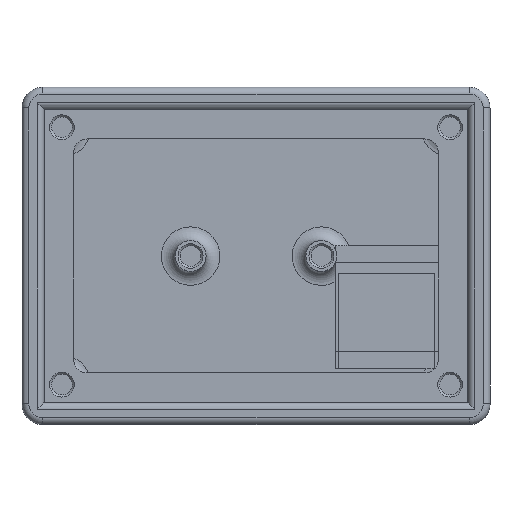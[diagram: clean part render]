
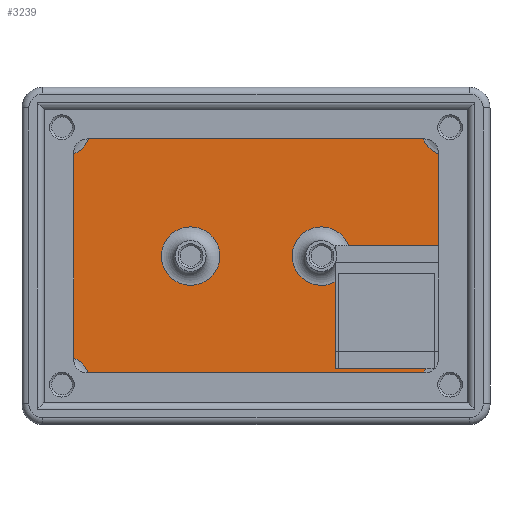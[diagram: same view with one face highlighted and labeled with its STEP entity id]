
A CAD part, top view. The second image highlights one B-rep face of the part: STEP entity #3239.
In plain terms, the highlighted planar face has unit normal (0, 0, 1).
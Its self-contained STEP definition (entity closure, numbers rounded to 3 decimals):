
#88=FACE_BOUND('',#573,.T.);
#200=PLANE('',#3533);
#347=FACE_OUTER_BOUND('',#572,.T.);
#572=EDGE_LOOP('',(#2691,#2692,#2693,#2694,#2695,#2696,#2697,#2698,#2699,
#2700,#2701,#2702,#2703,#2704));
#573=EDGE_LOOP('',(#2705));
#737=CIRCLE('',#3506,4.25);
#742=CIRCLE('',#3514,4.25);
#745=CIRCLE('',#3521,4.25);
#751=CIRCLE('',#3529,4.25);
#752=CIRCLE('',#3530,4.25);
#754=CIRCLE('',#3534,4.25);
#755=CIRCLE('',#3535,4.25);
#756=CIRCLE('',#3536,4.25);
#970=LINE('',#5313,#1268);
#972=LINE('',#5381,#1270);
#978=LINE('',#5392,#1276);
#985=LINE('',#5485,#1283);
#987=LINE('',#5506,#1285);
#988=LINE('',#5507,#1286);
#989=LINE('',#5508,#1287);
#1268=VECTOR('',#4179,10.);
#1270=VECTOR('',#4197,10.);
#1276=VECTOR('',#4205,10.);
#1283=VECTOR('',#4242,10.);
#1285=VECTOR('',#4250,10.);
#1286=VECTOR('',#4251,10.);
#1287=VECTOR('',#4252,10.);
#1565=VERTEX_POINT('',#5265);
#1566=VERTEX_POINT('',#5280);
#1570=VERTEX_POINT('',#5298);
#1575=VERTEX_POINT('',#5332);
#1576=VERTEX_POINT('',#5353);
#1578=VERTEX_POINT('',#5380);
#1582=VERTEX_POINT('',#5391);
#1586=VERTEX_POINT('',#5416);
#1587=VERTEX_POINT('',#5425);
#1595=VERTEX_POINT('',#5463);
#1596=VERTEX_POINT('',#5465);
#1597=VERTEX_POINT('',#5484);
#1598=VERTEX_POINT('',#5502);
#1599=VERTEX_POINT('',#5505);
#1600=VERTEX_POINT('',#5509);
#1939=EDGE_CURVE('',#1565,#1566,#737,.T.);
#1946=EDGE_CURVE('',#1565,#1570,#970,.T.);
#1953=EDGE_CURVE('',#1575,#1576,#742,.T.);
#1957=EDGE_CURVE('',#1578,#1566,#972,.T.);
#1963=EDGE_CURVE('',#1582,#1576,#978,.T.);
#1970=EDGE_CURVE('',#1586,#1587,#745,.T.);
#1981=EDGE_CURVE('',#1595,#1596,#751,.T.);
#1983=EDGE_CURVE('',#1582,#1595,#752,.T.);
#1985=EDGE_CURVE('',#1597,#1596,#985,.T.);
#1988=EDGE_CURVE('',#1598,#1570,#754,.T.);
#1989=EDGE_CURVE('',#1597,#1598,#755,.T.);
#1990=EDGE_CURVE('',#1575,#1599,#987,.T.);
#1991=EDGE_CURVE('',#1599,#1587,#988,.T.);
#1992=EDGE_CURVE('',#1586,#1578,#989,.T.);
#1993=EDGE_CURVE('',#1600,#1600,#756,.T.);
#2691=ORIENTED_EDGE('',*,*,#1939,.F.);
#2692=ORIENTED_EDGE('',*,*,#1946,.T.);
#2693=ORIENTED_EDGE('',*,*,#1988,.F.);
#2694=ORIENTED_EDGE('',*,*,#1989,.F.);
#2695=ORIENTED_EDGE('',*,*,#1985,.T.);
#2696=ORIENTED_EDGE('',*,*,#1981,.F.);
#2697=ORIENTED_EDGE('',*,*,#1983,.F.);
#2698=ORIENTED_EDGE('',*,*,#1963,.T.);
#2699=ORIENTED_EDGE('',*,*,#1953,.F.);
#2700=ORIENTED_EDGE('',*,*,#1990,.T.);
#2701=ORIENTED_EDGE('',*,*,#1991,.T.);
#2702=ORIENTED_EDGE('',*,*,#1970,.F.);
#2703=ORIENTED_EDGE('',*,*,#1992,.T.);
#2704=ORIENTED_EDGE('',*,*,#1957,.T.);
#2705=ORIENTED_EDGE('',*,*,#1993,.F.);
#3239=ADVANCED_FACE('',(#347,#88),#200,.T.);
#3506=AXIS2_PLACEMENT_3D('',#5281,#4170,#4171);
#3514=AXIS2_PLACEMENT_3D('',#5354,#4191,#4192);
#3521=AXIS2_PLACEMENT_3D('',#5426,#4215,#4216);
#3529=AXIS2_PLACEMENT_3D('',#5466,#4234,#4235);
#3530=AXIS2_PLACEMENT_3D('',#5481,#4236,#4237);
#3533=AXIS2_PLACEMENT_3D('',#5501,#4244,#4245);
#3534=AXIS2_PLACEMENT_3D('',#5503,#4246,#4247);
#3535=AXIS2_PLACEMENT_3D('',#5504,#4248,#4249);
#3536=AXIS2_PLACEMENT_3D('',#5510,#4253,#4254);
#4170=DIRECTION('center_axis',(0.,0.,1.));
#4171=DIRECTION('ref_axis',(1.,0.,0.));
#4179=DIRECTION('',(-1.,0.,0.));
#4191=DIRECTION('center_axis',(0.,0.,1.));
#4192=DIRECTION('ref_axis',(1.,0.,0.));
#4197=DIRECTION('',(0.,1.,0.));
#4205=DIRECTION('',(1.,0.,0.));
#4215=DIRECTION('center_axis',(0.,0.,1.));
#4216=DIRECTION('ref_axis',(-1.,0.,0.));
#4234=DIRECTION('center_axis',(0.,0.,1.));
#4235=DIRECTION('ref_axis',(1.,0.,0.));
#4236=DIRECTION('center_axis',(0.,0.,1.));
#4237=DIRECTION('ref_axis',(1.,0.,0.));
#4242=DIRECTION('',(0.,-1.,0.));
#4244=DIRECTION('center_axis',(0.,0.,1.));
#4245=DIRECTION('ref_axis',(1.,0.,0.));
#4246=DIRECTION('center_axis',(0.,0.,1.));
#4247=DIRECTION('ref_axis',(1.,0.,0.));
#4248=DIRECTION('center_axis',(0.,0.,1.));
#4249=DIRECTION('ref_axis',(1.,0.,0.));
#4250=DIRECTION('',(-1.,0.,0.));
#4251=DIRECTION('',(0.,1.,0.));
#4252=DIRECTION('',(1.,0.,0.));
#4253=DIRECTION('center_axis',(0.,0.,1.));
#4254=DIRECTION('ref_axis',(1.,0.,0.));
#5265=CARTESIAN_POINT('',(50.838,37.8,2.));
#5280=CARTESIAN_POINT('',(56.8,31.838,2.));
#5281=CARTESIAN_POINT('Origin',(54.2,35.2,2.));
#5298=CARTESIAN_POINT('',(1.162,37.8,2.));
#5313=CARTESIAN_POINT('',(10.6,37.8,2.));
#5332=CARTESIAN_POINT('',(50.693,0.2,2.));
#5353=CARTESIAN_POINT('',(50.838,-4.8,2.));
#5354=CARTESIAN_POINT('Origin',(54.2,-2.2,2.));
#5380=CARTESIAN_POINT('',(56.8,18.,2.));
#5381=CARTESIAN_POINT('',(56.8,27.15,2.));
#5391=CARTESIAN_POINT('',(1.162,-4.8,2.));
#5392=CARTESIAN_POINT('',(41.4,-4.8,2.));
#5416=CARTESIAN_POINT('',(39.476,18.,2.));
#5425=CARTESIAN_POINT('',(37.5,12.75,2.));
#5426=CARTESIAN_POINT('Origin',(35.5,16.5,2.));
#5463=CARTESIAN_POINT('',(2.05,-2.2,2.));
#5465=CARTESIAN_POINT('',(-4.8,1.162,2.));
#5466=CARTESIAN_POINT('Origin',(-2.2,-2.2,2.));
#5481=CARTESIAN_POINT('Origin',(-2.2,-2.2,2.));
#5484=CARTESIAN_POINT('',(-4.8,31.838,2.));
#5485=CARTESIAN_POINT('',(-4.8,5.85,2.));
#5501=CARTESIAN_POINT('Origin',(26.,16.5,2.));
#5502=CARTESIAN_POINT('',(2.05,35.2,2.));
#5503=CARTESIAN_POINT('Origin',(-2.2,35.2,2.));
#5504=CARTESIAN_POINT('Origin',(-2.2,35.2,2.));
#5505=CARTESIAN_POINT('',(37.5,0.2,2.));
#5506=CARTESIAN_POINT('',(42.35,0.2,2.));
#5507=CARTESIAN_POINT('',(37.5,8.35,2.));
#5508=CARTESIAN_POINT('',(31.75,18.,2.));
#5509=CARTESIAN_POINT('',(20.75,16.5,2.));
#5510=CARTESIAN_POINT('Origin',(16.5,16.5,2.));
